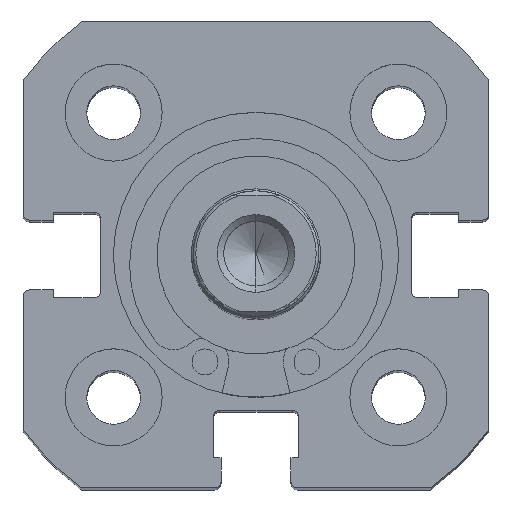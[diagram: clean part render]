
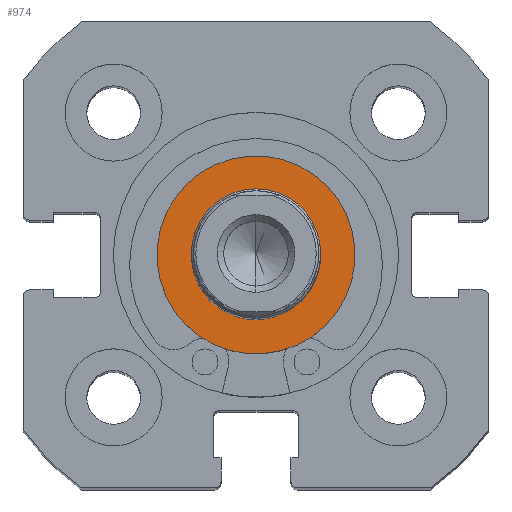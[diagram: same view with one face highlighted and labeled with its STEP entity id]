
A CAD part, top view. The second image highlights one B-rep face of the part: STEP entity #974.
In plain terms, the highlighted face is planar.
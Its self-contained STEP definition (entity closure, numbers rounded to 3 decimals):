
#383 = DIRECTION ( 'NONE',  ( 0., 0., 1. ) ) ;
#384 = DIRECTION ( 'NONE',  ( -1., 0., 0. ) ) ;
#391 = DIRECTION ( 'NONE',  ( 0., 0., 1. ) ) ;
#392 = DIRECTION ( 'NONE',  ( -1., 0., 0. ) ) ;
#393 = CARTESIAN_POINT ( 'NONE',  ( 0., 0., 0. ) ) ;
#394 = CARTESIAN_POINT ( 'NONE',  ( 0., 0., 0. ) ) ;
#415 = DIRECTION ( 'NONE',  ( 0., 0., 1. ) ) ;
#417 = DIRECTION ( 'NONE',  ( -1., 0., 0. ) ) ;
#421 = CARTESIAN_POINT ( 'NONE',  ( 0., 0., 0. ) ) ;
#517 = DIRECTION ( 'NONE',  ( 0., 0., 1. ) ) ;
#518 = DIRECTION ( 'NONE',  ( -1., 0., 0. ) ) ;
#542 = CARTESIAN_POINT ( 'NONE',  ( 0., 0., 0. ) ) ;
#974 = ADVANCED_FACE ( 'NONE', ( #3941, #3947 ), #3152, .F. ) ;
#1594 = EDGE_LOOP ( 'NONE', ( #1886, #1893 ) ) ;
#1843 = ORIENTED_EDGE ( 'NONE', *, *, #5609, .T. ) ;
#1866 = ORIENTED_EDGE ( 'NONE', *, *, #5635, .T. ) ;
#1886 = ORIENTED_EDGE ( 'NONE', *, *, #5637, .F. ) ;
#1893 = ORIENTED_EDGE ( 'NONE', *, *, #5617, .F. ) ;
#2055 = EDGE_LOOP ( 'NONE', ( #1843, #1866 ) ) ;
#2068 = CARTESIAN_POINT ( 'NONE',  ( 0., 0., -5. ) ) ;
#2069 = CARTESIAN_POINT ( 'NONE',  ( 0., 0., 5. ) ) ;
#2080 = CARTESIAN_POINT ( 'NONE',  ( 0., 0., -7.65 ) ) ;
#2322 = CARTESIAN_POINT ( 'NONE',  ( 0., 0., 7.65 ) ) ;
#2687 = VERTEX_POINT ( 'NONE', #2322 ) ;
#2688 = VERTEX_POINT ( 'NONE', #2080 ) ;
#2694 = VERTEX_POINT ( 'NONE', #2069 ) ;
#2695 = VERTEX_POINT ( 'NONE', #2068 ) ;
#3152 = PLANE ( 'NONE',  #4688 ) ;
#3153 = CARTESIAN_POINT ( 'NONE',  ( 0., 7.65, 0. ) ) ;
#3155 = DIRECTION ( 'NONE',  ( 0., 0., -1. ) ) ;
#3157 = DIRECTION ( 'NONE',  ( 1., 0., 0. ) ) ;
#3941 = FACE_BOUND ( 'NONE', #1594, .T. ) ;
#3947 = FACE_OUTER_BOUND ( 'NONE', #2055, .T. ) ;
#4197 = CIRCLE ( 'NONE', #4759, 7.65 ) ;
#4208 = CIRCLE ( 'NONE', #4766, 5. ) ;
#4232 = CIRCLE ( 'NONE', #4778, 7.65 ) ;
#4236 = CIRCLE ( 'NONE', #4784, 5. ) ;
#4688 = AXIS2_PLACEMENT_3D ( 'NONE', #3153, #3157, #3155 ) ;
#4759 = AXIS2_PLACEMENT_3D ( 'NONE', #542, #518, #517 ) ;
#4766 = AXIS2_PLACEMENT_3D ( 'NONE', #421, #417, #415 ) ;
#4778 = AXIS2_PLACEMENT_3D ( 'NONE', #394, #392, #391 ) ;
#4784 = AXIS2_PLACEMENT_3D ( 'NONE', #393, #384, #383 ) ;
#5609 = EDGE_CURVE ( 'NONE', #2687, #2688, #4197, .T. ) ;
#5617 = EDGE_CURVE ( 'NONE', #2695, #2694, #4208, .T. ) ;
#5635 = EDGE_CURVE ( 'NONE', #2688, #2687, #4232, .T. ) ;
#5637 = EDGE_CURVE ( 'NONE', #2694, #2695, #4236, .T. ) ;
